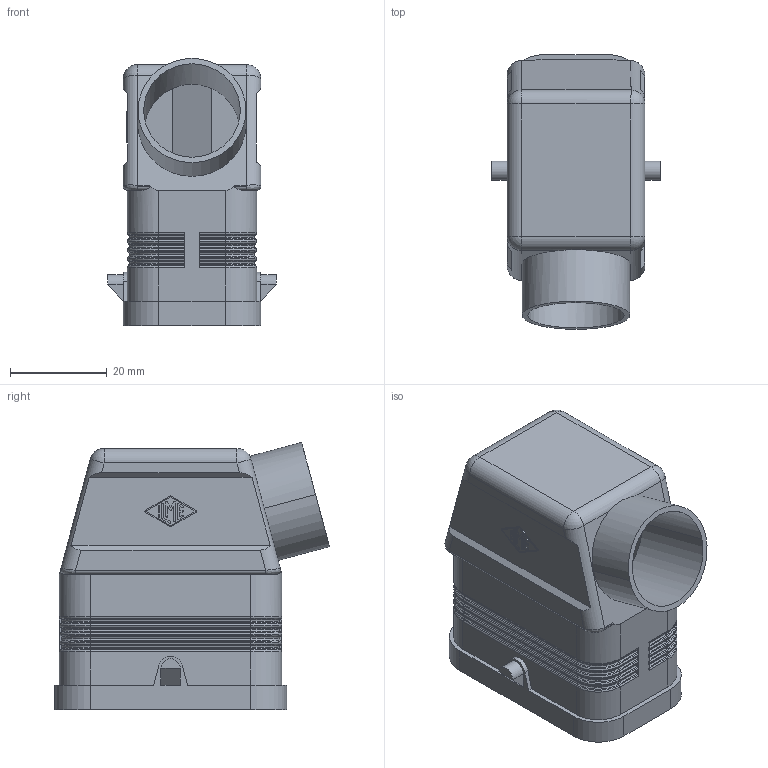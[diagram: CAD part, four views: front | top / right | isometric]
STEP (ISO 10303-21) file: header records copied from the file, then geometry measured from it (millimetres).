
FILE_DESCRIPTION(('CoCreate Modeling STEP Export'),'2;1');
FILE_NAME('CQS_08_VA.stp','2009-12-18T11:58:38',(''),(''),'CoCreate Modeling STEP processor for AP214 (Solid Model)','CoCreate Modeling 16.00A 16-Aug-2008 (C) Parametric Technology GmbH','');
FILE_SCHEMA(('AUTOMOTIVE_DESIGN { 1 0 10303 214 1 1 1 1 }'));
Length unit declared in the file: millimetre
Products named in the file (2): CQS_08_VA
Assembly tree (1 placements, depth 2):
  CQS_08_VA
    CQS_08_VA
Bounding box: 34.8 x 56.86 x 55.25 mm (x, y, z)
Volume: 19520.2 mm3; surface area: 17959.8 mm2
Topology: 1 solids, 1 shells, 462 faces, 1097 edges, 647 vertices
Faces by surface type: plane 187, cylinder 171, torus 64, cone 32, bspline 4, sphere 4
Entity records: 16506 total; most frequent: CARTESIAN_POINT 3016, ORIENTED_EDGE 2186, DIRECTION 1895, EDGE_CURVE 1093, AXIS2_PLACEMENT_3D 656, VERTEX_POINT 647, VECTOR 583, LINE 583
